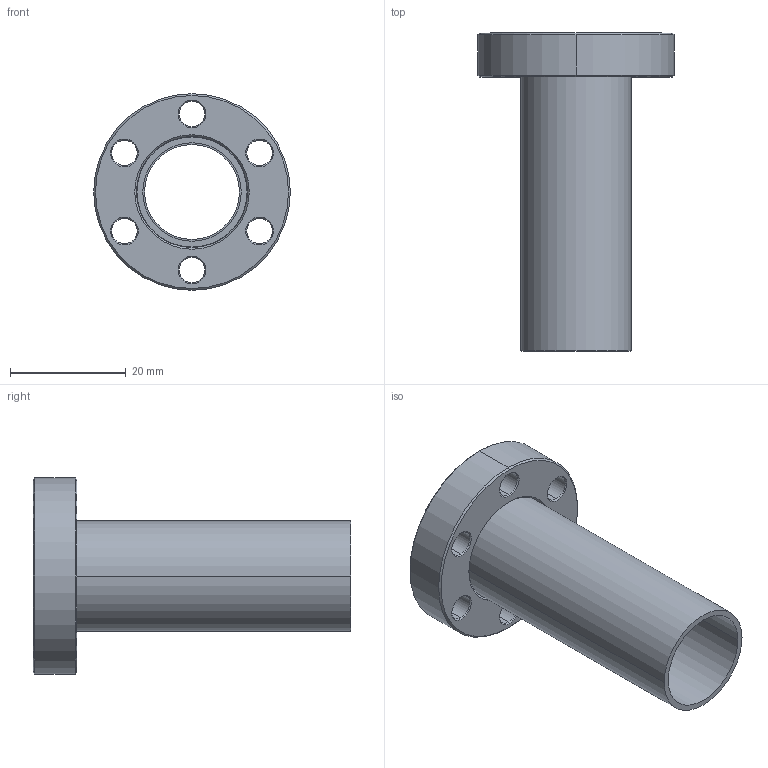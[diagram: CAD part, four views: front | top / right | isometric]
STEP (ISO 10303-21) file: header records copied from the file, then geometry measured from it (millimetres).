
FILE_DESCRIPTION (( 'STEP AP214' ), '1' );
FILE_NAME ('Hositrad_FO16-19-55-HalfNipple.STEP', '2017-05-08T09:06:58', ( 'Gebruiker' ), ( '' ), 'SwSTEP 2.0', 'SolidWorks 2017', '' );
FILE_SCHEMA (( 'AUTOMOTIVE_DESIGN' ));
Length unit declared in the file: millimetre
Products named in the file (3): FO-tubes-all_FO16-19-55; NW16CF-weld_CF16-19; Hositrad_FO16-19-55-HalfNipple
Assembly tree (2 placements, depth 2):
  Hositrad_FO16-19-55-HalfNipple
    NW16CF-weld_CF16-19
    FO-tubes-all_FO16-19-55
Bounding box: 34 x 55 x 34 mm (x, y, z)
Volume: 7061.6 mm3; surface area: 8863.4 mm2
Topology: 2 solids, 2 shells, 66 faces, 144 edges, 84 vertices
Faces by surface type: cone 36, cylinder 24, plane 6
Entity records: 1946 total; most frequent: DIRECTION 370, CARTESIAN_POINT 299, ORIENTED_EDGE 288, AXIS2_PLACEMENT_3D 155, EDGE_CURVE 144, CIRCLE 84, EDGE_LOOP 84, VERTEX_POINT 84
